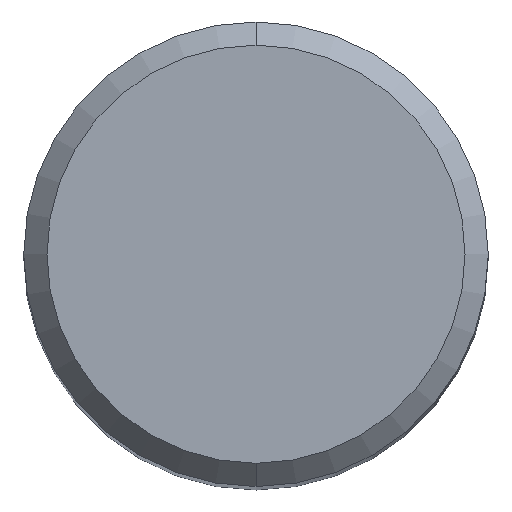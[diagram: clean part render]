
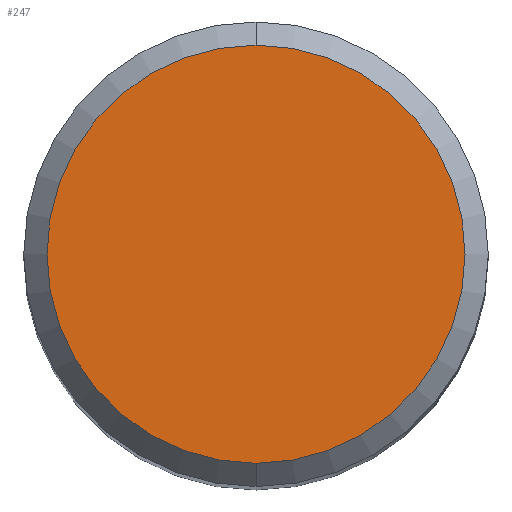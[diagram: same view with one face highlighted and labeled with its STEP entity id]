
A CAD part, top view. The second image highlights one B-rep face of the part: STEP entity #247.
In plain terms, the highlighted planar face has unit normal (0, 0, 1).
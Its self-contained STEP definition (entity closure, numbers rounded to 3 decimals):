
#247=ADVANCED_FACE('',(#560),#561,.T.);
#327=VERTEX_POINT('',#649);
#353=EDGE_CURVE('',#455,#327,#676,.T.);
#431=EDGE_CURVE('',#327,#455,#764,.T.);
#455=VERTEX_POINT('',#792);
#560=FACE_OUTER_BOUND('',#989,.T.);
#561=PLANE('',#990);
#649=CARTESIAN_POINT('',(0.0,5.4,0.0));
#676=CIRCLE('',#1231,5.4);
#764=CIRCLE('',#1439,5.4);
#792=CARTESIAN_POINT('',(0.,-5.4,0.0));
#989=EDGE_LOOP('',(#1574,#1575));
#990=AXIS2_PLACEMENT_3D('',#1576,#1577,#1578);
#1231=AXIS2_PLACEMENT_3D('',#1709,#1710,#1711);
#1439=AXIS2_PLACEMENT_3D('',#1827,#1828,#1829);
#1574=ORIENTED_EDGE('',*,*,#431,.F.);
#1575=ORIENTED_EDGE('',*,*,#353,.F.);
#1576=CARTESIAN_POINT('',(0.0,2.7,0.0));
#1577=DIRECTION('',(-0.0,0.0,1.0));
#1578=DIRECTION('',(0.0,-1.0,0.0));
#1709=CARTESIAN_POINT('',(0.0,0.0,0.0));
#1710=DIRECTION('',(0.0,0.0,-1.0));
#1711=DIRECTION('',(0.0,1.0,0.0));
#1827=CARTESIAN_POINT('',(0.0,0.0,0.0));
#1828=DIRECTION('',(0.0,0.0,-1.0));
#1829=DIRECTION('',(0.0,1.0,0.0));
